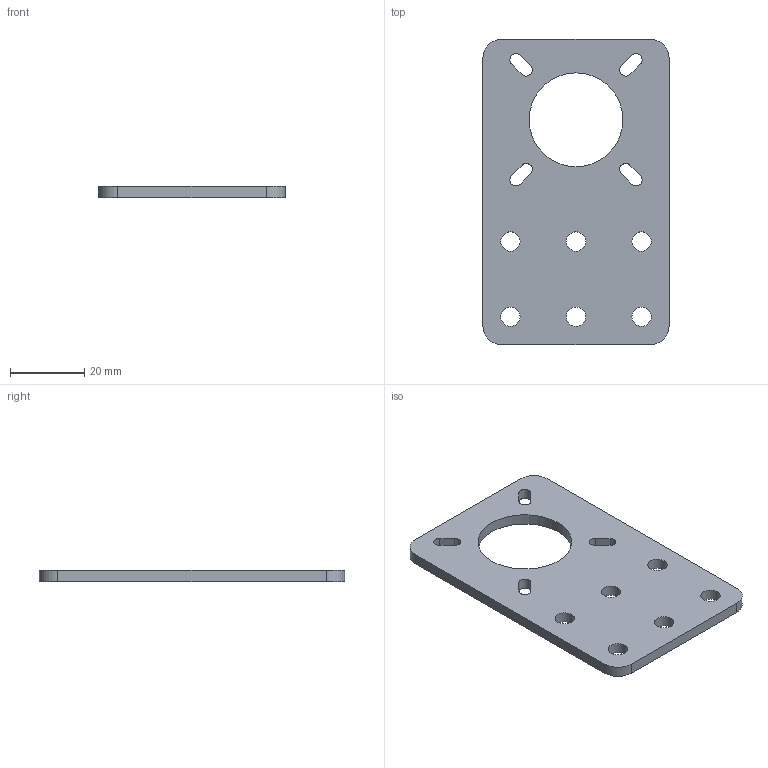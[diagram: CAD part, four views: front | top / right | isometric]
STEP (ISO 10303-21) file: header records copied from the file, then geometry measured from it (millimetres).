
FILE_DESCRIPTION(/* description */ (''),/* implementation_level */ '2;1');
FILE_NAME(/* name */ 'Soporte 2 Elevador.stp',/* time_stamp */ '2025-01-31T12:56:16-05:00',/* author */ ('sara_'),/* organization */ (''),/* preprocessor_version */ 'ST-DEVELOPER v19.2',/* originating_system */ 'Autodesk Inventor 2024',/* authorisation */ '');
FILE_SCHEMA (('AUTOMOTIVE_DESIGN { 1 0 10303 214 3 1 1 }'));
Length unit declared in the file: millimetre
Products named in the file (1): Soporte 2 Elevador
Bounding box: 50 x 82 x 3 mm (x, y, z)
Volume: 10107 mm3; surface area: 8252.4 mm2
Topology: 1 solids, 1 shells, 33 faces, 93 edges, 62 vertices
Faces by surface type: cylinder 19, plane 14
Full cylindrical faces by diameter (mm): 5.2 x6, 25.2 x1
Entity records: 1172 total; most frequent: DIRECTION 199, CARTESIAN_POINT 189, ORIENTED_EDGE 186, EDGE_CURVE 93, AXIS2_PLACEMENT_3D 72, VERTEX_POINT 62, EDGE_LOOP 55, LINE 55
